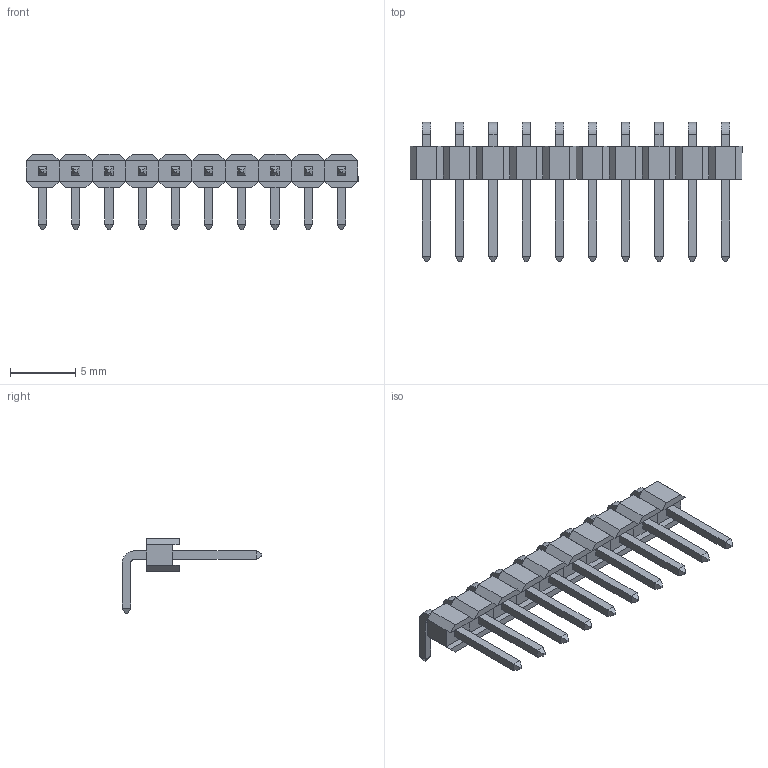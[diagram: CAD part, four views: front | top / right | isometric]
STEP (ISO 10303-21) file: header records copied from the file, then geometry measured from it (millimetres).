
FILE_DESCRIPTION (( 'STEP AP214' ), '1' );
FILE_NAME ('PLSR-10-1-2.54mm.STEP', '2021-04-15T15:32:06', ( '' ), ( '' ), 'SwSTEP 2.0', 'SolidWorks 2020', '' );
FILE_SCHEMA (( 'AUTOMOTIVE_DESIGN' ));
Length unit declared in the file: millimetre
Products named in the file (1): PLSR-10-1-2.54mm
Bounding box: 25.4 x 10.66 x 5.75 mm (x, y, z)
Volume: 181 mm3; surface area: 769.2 mm2
Topology: 20 solids, 20 shells, 599 faces, 1488 edges, 952 vertices
Faces by surface type: plane 478, bspline 101, cylinder 20
Entity records: 22513 total; most frequent: CARTESIAN_POINT 7853, ORIENTED_EDGE 2976, DIRECTION 2324, EDGE_CURVE 1488, LINE 1246, VECTOR 1246, VERTEX_POINT 952, EDGE_LOOP 642
